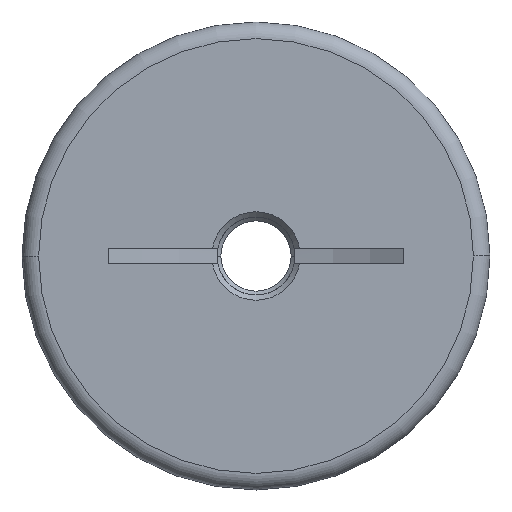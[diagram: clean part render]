
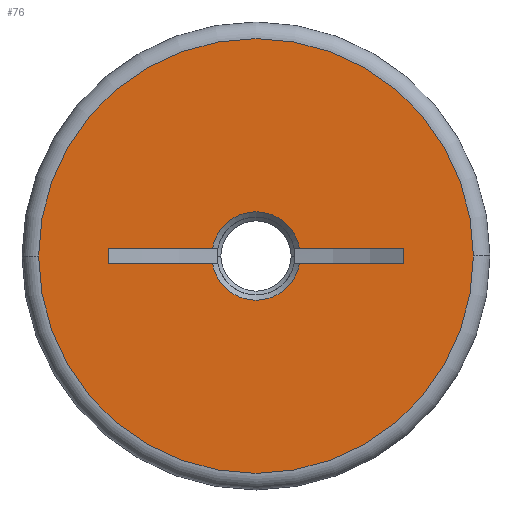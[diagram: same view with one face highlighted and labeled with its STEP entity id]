
A CAD part, left-side view. The second image highlights one B-rep face of the part: STEP entity #76.
In plain terms, the highlighted planar face has unit normal (-1, 0, 0).
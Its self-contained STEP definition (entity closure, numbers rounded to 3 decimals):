
#1=CARTESIAN_POINT('POINT1',(-16.669,
   9.036,0.476));
#2=VERTEX_POINT('VERTEX1',#1);
#3=CARTESIAN_POINT('POINT2',(-16.669,2.656
   ,0.476));
#4=VERTEX_POINT('VERTEX2',#3);
#5=CARTESIAN_POINT('POS1',(-16.669,3.993,
   0.476));
#6=DIRECTION('DIR1',(0.,-1.,0.));
#7=VECTOR('VEC1',#6,25.4);
#8=LINE('STRAIGHT1',#5,#7);
#9=EDGE_CURVE('EDGE1',#2,#4,#8,.T.);
#10=ORIENTED_EDGE('COEDGE1',*,*,#9,.T.);
#11=CARTESIAN_POINT('POINT3',(-16.669,
   -2.656,0.476));
#12=VERTEX_POINT('VERTEX3',#11);
#13=CARTESIAN_POINT('POS2',(-16.669,
   0.,0.));
#14=DIRECTION('DIR2',(1.,0.,
   0.));
#15=DIRECTION('DIR3',(0.,1.,
   0.));
#16=AXIS2_PLACEMENT_3D('AXIS1',#13,#14,#15);
#17=CIRCLE('ELLIPSE1',#16,2.699);
#18=EDGE_CURVE('EDGE2',#4,#12,#17,.T.);
#19=ORIENTED_EDGE('COEDGE2',*,*,#18,.T.);
#20=CARTESIAN_POINT('POINT4',(-16.669,
   -9.036,0.476));
#21=VERTEX_POINT('VERTEX4',#20);
#22=EDGE_CURVE('EDGE3',#12,#21,#8,.T.);
#23=ORIENTED_EDGE('COEDGE3',*,*,#22,.T.);
#24=CARTESIAN_POINT('POINT5',(-16.669,
   -9.036,-0.476));
#25=VERTEX_POINT('VERTEX5',#24);
#26=CARTESIAN_POINT('POS3',(-16.669,
   -9.036,0.));
#27=DIRECTION('DIR4',(0.,0.,-1.));
#28=VECTOR('VEC2',#27,25.4);
#29=LINE('STRAIGHT2',#26,#28);
#30=EDGE_CURVE('EDGE4',#21,#25,#29,.T.);
#31=ORIENTED_EDGE('COEDGE4',*,*,#30,.T.);
#32=CARTESIAN_POINT('POINT6',(-16.669,
   -2.656,-0.476));
#33=VERTEX_POINT('VERTEX6',#32);
#34=CARTESIAN_POINT('POS4',(-16.669,3.993,
   -0.476));
#35=DIRECTION('DIR5',(0.,1.,0.));
#36=VECTOR('VEC3',#35,25.4);
#37=LINE('STRAIGHT3',#34,#36);
#38=EDGE_CURVE('EDGE5',#25,#33,#37,.T.);
#39=ORIENTED_EDGE('COEDGE5',*,*,#38,.T.);
#40=CARTESIAN_POINT('POINT7',(-16.669,
   2.656,-0.476));
#41=VERTEX_POINT('VERTEX7',#40);
#42=EDGE_CURVE('EDGE6',#33,#41,#17,.T.);
#43=ORIENTED_EDGE('COEDGE6',*,*,#42,.T.);
#44=CARTESIAN_POINT('POINT8',(-16.669,
   9.036,-0.476));
#45=VERTEX_POINT('VERTEX8',#44);
#46=EDGE_CURVE('EDGE7',#41,#45,#37,.T.);
#47=ORIENTED_EDGE('COEDGE7',*,*,#46,.T.);
#48=CARTESIAN_POINT('POS5',(-16.669,9.036
   ,0.));
#49=DIRECTION('DIR6',(0.,0.,1.));
#50=VECTOR('VEC4',#49,25.4);
#51=LINE('STRAIGHT4',#48,#50);
#52=EDGE_CURVE('EDGE8',#45,#2,#51,.T.);
#53=ORIENTED_EDGE('COEDGE8',*,*,#52,.T.);
#54=EDGE_LOOP('NONE',(#10,#19,#23,#31,#39,#43,#47,#53));
#55=FACE_BOUND('LOOP1',#54,.T.);
#56=CARTESIAN_POINT('POINT9',(-16.669,13.272,
   0.));
#57=VERTEX_POINT('VERTEX9',#56);
#58=CARTESIAN_POINT('POINT10',(-16.669,-13.272,
   0.));
#59=VERTEX_POINT('VERTEX10',#58);
#60=CARTESIAN_POINT('POS6',(-16.669,
   0.,0.));
#61=DIRECTION('DIR7',(1.,0.,
   0.));
#62=DIRECTION('DIR8',(0.,1.,
   0.));
#63=AXIS2_PLACEMENT_3D('AXIS2',#60,#61,#62);
#64=CIRCLE('ELLIPSE2',#63,13.272);
#65=EDGE_CURVE('EDGE9',#57,#59,#64,.T.);
#66=ORIENTED_EDGE('COEDGE9',*,*,#65,.F.);
#67=EDGE_CURVE('EDGE10',#59,#57,#64,.T.);
#68=ORIENTED_EDGE('COEDGE10',*,*,#67,.F.);
#69=EDGE_LOOP('NONE',(#66,#68));
#70=FACE_BOUND('LOOP1',#69,.T.);
#71=CARTESIAN_POINT('POS7',(-16.669,7.985
   ,0.));
#72=DIRECTION('DIR9',(-1.,0.,
   0.));
#73=DIRECTION('DIR10',(0.,1.,
   0.));
#74=AXIS2_PLACEMENT_3D('AXIS3',#71,#72,#73);
#75=PLANE('PLANE1',#74);
#76=ADVANCED_FACE('FACE1',(#55,#70),#75,.T.);
